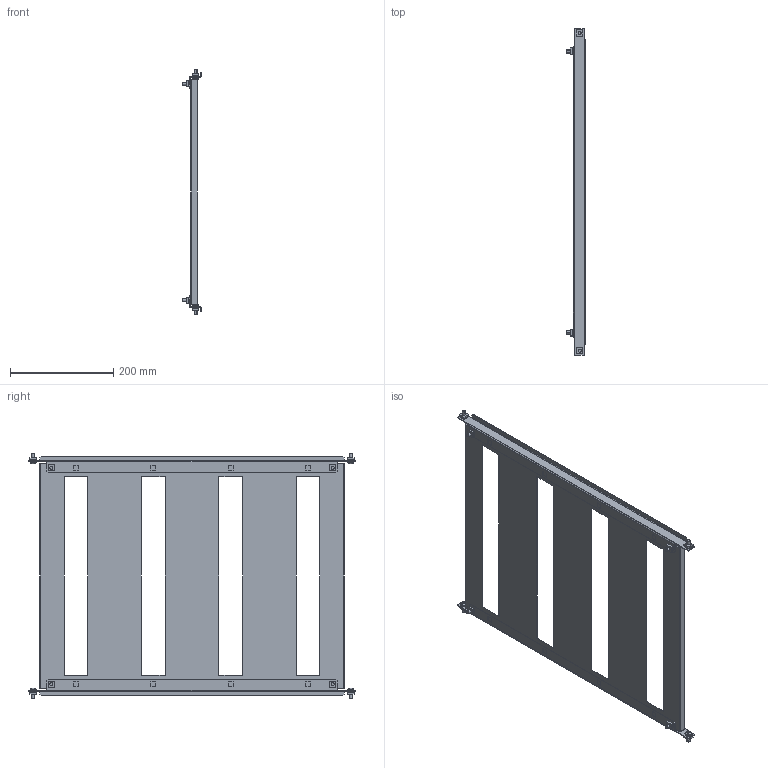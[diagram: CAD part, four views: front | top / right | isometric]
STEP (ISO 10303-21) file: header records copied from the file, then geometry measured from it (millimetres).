
FILE_DESCRIPTION (( 'STEP AP214' ), '1' );
FILE_NAME ('Ôàëüøïàíåëü íà 84 ìîäóëÿ äëÿ 65.50.22 Ãðàíèò EKF PROxima.STEP', '2022-06-28T07:28:28', ( '' ), ( '' ), 'SwSTEP 2.0', 'SolidWorks 2021', '' );
FILE_SCHEMA (( 'AUTOMOTIVE_DESIGN' ));
Length unit declared in the file: millimetre
Products named in the file (5): ÌÈ-2454.07.00.001 Ôàëüøïàíåëü; ﾌﾈ-2454.06.00.001 ﾍ瑜粱 650; Ôàëüøïàíåëü íà 84 ìîäóëÿ äëÿ 65.50.22 Ãðàíèò EKF PROxima; Ãàéêà êóçîâíàÿ Ì6; pan head cross recess screw_din_DIN EN ISO 7045 - M6 x 16 - Z - 16N
Assembly tree (19 placements, depth 2):
  Ôàëüøïàíåëü íà 84 ìîäóëÿ äëÿ 65.50.22 Ãðàíèò EKF PROxima
    ÌÈ-2454.07.00.001 Ôàëüøïàíåëü
    ﾌﾈ-2454.06.00.001 ﾍ瑜粱 650  x2
    Ãàéêà êóçîâíàÿ Ì6  x8
    pan head cross recess screw_din_DIN EN ISO 7045 - M6 x 16 - Z - 16N  x8
Bounding box: 36.3 x 633 x 476 mm (x, y, z)
Volume: 248604.9 mm3; surface area: 562380.2 mm2
Topology: 19 solids, 19 shells, 742 faces, 1928 edges, 1216 vertices
Faces by surface type: plane 470, cylinder 168, cone 48, torus 32, sphere 16, bspline 8
Entity records: 6466 total; most frequent: CARTESIAN_POINT 1531, ORIENTED_EDGE 980, DIRECTION 934, EDGE_CURVE 490, LINE 362, VECTOR 362, VERTEX_POINT 307, AXIS2_PLACEMENT_3D 286
